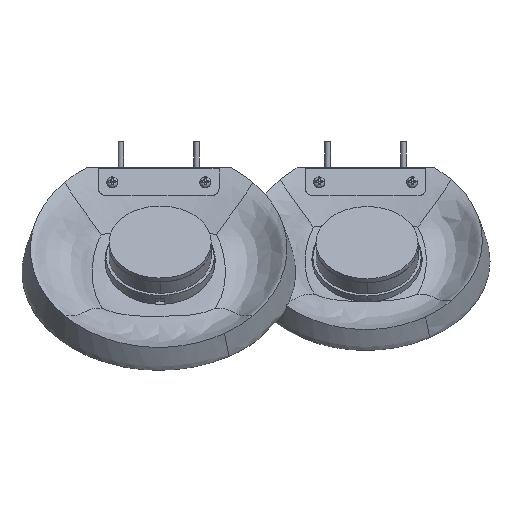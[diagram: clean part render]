
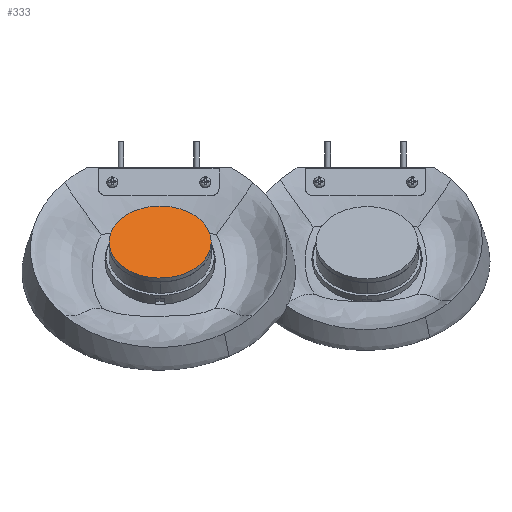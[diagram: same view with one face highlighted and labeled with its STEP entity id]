
A CAD part, top view. The second image highlights one B-rep face of the part: STEP entity #333.
In plain terms, the highlighted planar face has unit normal (0, 0.707, 0.707).
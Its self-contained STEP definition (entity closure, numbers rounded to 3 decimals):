
#333=ADVANCED_FACE('',(#918),#8803,.T.);
#918=FACE_OUTER_BOUND('',#1528,.T.);
#1528=EDGE_LOOP('',(#2567,#2568));
#2567=ORIENTED_EDGE('',*,*,#5192,.F.);
#2568=ORIENTED_EDGE('',*,*,#5196,.T.);
#5192=EDGE_CURVE('',#7982,#7983,#6525,.T.);
#5196=EDGE_CURVE('',#7982,#7983,#6529,.T.);
#6525=(
BOUNDED_CURVE()
B_SPLINE_CURVE(2,(#11993,#11994,#11995,#11996,#11997),.UNSPECIFIED.,.F.,
 .F.)
B_SPLINE_CURVE_WITH_KNOTS((3,2,3),(0.,74.,148.),.UNSPECIFIED.)
CURVE()
GEOMETRIC_REPRESENTATION_ITEM()
RATIONAL_B_SPLINE_CURVE((1.,0.707,1.,0.707,1.))
REPRESENTATION_ITEM('')
);
#6529=(
BOUNDED_CURVE()
B_SPLINE_CURVE(2,(#12010,#12011,#12012,#12013,#12014),.UNSPECIFIED.,.F.,
 .F.)
B_SPLINE_CURVE_WITH_KNOTS((3,2,3),(-148.,-74.,0.),.UNSPECIFIED.)
CURVE()
GEOMETRIC_REPRESENTATION_ITEM()
RATIONAL_B_SPLINE_CURVE((1.,0.707,1.,0.707,1.))
REPRESENTATION_ITEM('')
);
#7982=VERTEX_POINT('',#11988);
#7983=VERTEX_POINT('',#11989);
#8803=PLANE('',#9359);
#9359=AXIS2_PLACEMENT_3D('',#11968,#9672,$);
#9672=DIRECTION('',(0.,0.707,0.707));
#11968=CARTESIAN_POINT('',(-43.442,-22.445,-49.951));
#11988=CARTESIAN_POINT('',(37.97,-53.853,-18.543));
#11989=CARTESIAN_POINT('',(-36.03,-53.853,-18.543));
#11993=CARTESIAN_POINT('',(37.97,-53.853,-18.543));
#11994=CARTESIAN_POINT('',(37.97,-80.016,7.62));
#11995=CARTESIAN_POINT('',(0.97,-80.016,7.62));
#11996=CARTESIAN_POINT('',(-36.03,-80.016,7.62));
#11997=CARTESIAN_POINT('',(-36.03,-53.853,-18.543));
#12010=CARTESIAN_POINT('',(37.97,-53.853,-18.543));
#12011=CARTESIAN_POINT('',(37.97,-27.69,-44.706));
#12012=CARTESIAN_POINT('',(0.97,-27.69,-44.706));
#12013=CARTESIAN_POINT('',(-36.03,-27.69,-44.706));
#12014=CARTESIAN_POINT('',(-36.03,-53.853,-18.543));
